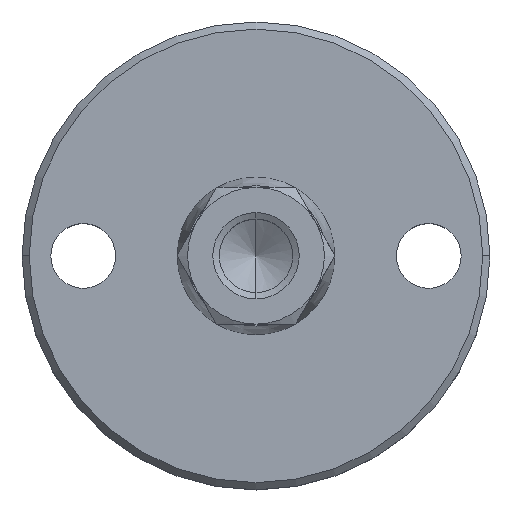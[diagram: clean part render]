
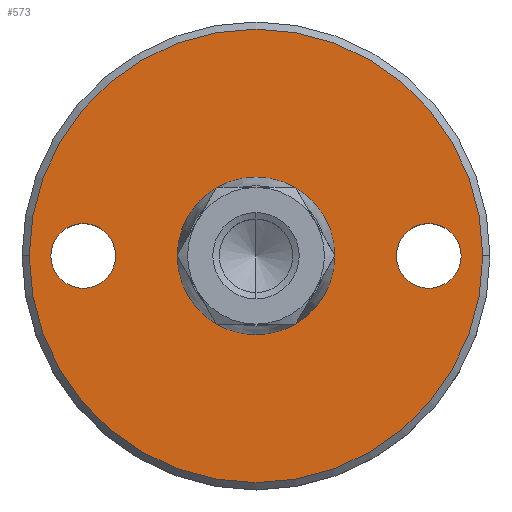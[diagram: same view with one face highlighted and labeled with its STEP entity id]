
A CAD part, top view. The second image highlights one B-rep face of the part: STEP entity #573.
In plain terms, the highlighted planar face has unit normal (0, 0, 1).
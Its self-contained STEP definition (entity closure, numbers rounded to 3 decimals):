
#279=EDGE_CURVE('',#405,#387,#698,.T.);
#287=EDGE_CURVE('',#363,#329,#706,.T.);
#317=EDGE_CURVE('',#329,#363,#737,.T.);
#329=VERTEX_POINT('',#750);
#363=VERTEX_POINT('',#789);
#385=EDGE_CURVE('',#387,#405,#814,.T.);
#387=VERTEX_POINT('',#816);
#405=VERTEX_POINT('',#836);
#473=EDGE_CURVE('',#517,#485,#913,.T.);
#485=VERTEX_POINT('',#926);
#517=VERTEX_POINT('',#965);
#521=EDGE_CURVE('',#597,#603,#969,.T.);
#573=ADVANCED_FACE('',(#1028,#1029,#1030,#1031),#1032,.T.);
#575=EDGE_CURVE('',#603,#597,#1034,.T.);
#597=VERTEX_POINT('',#1063);
#603=VERTEX_POINT('',#1069);
#615=EDGE_CURVE('',#485,#517,#1081,.T.);
#698=CIRCLE('',#1211,4.5);
#706=CIRCLE('',#1221,4.5);
#737=CIRCLE('',#1281,4.5);
#750=CARTESIAN_POINT('',(19.5,0.0,12.5));
#789=CARTESIAN_POINT('',(28.5,0.,12.5));
#814=CIRCLE('',#1422,4.5);
#816=CARTESIAN_POINT('',(-28.5,0.0,12.5));
#836=CARTESIAN_POINT('',(-19.5,0.,12.5));
#913=CIRCLE('',#1566,31.5);
#926=CARTESIAN_POINT('',(31.5,0.,12.5));
#965=CARTESIAN_POINT('',(-31.5,0.,12.5));
#969=CIRCLE('',#1691,10.95);
#1028=FACE_BOUND('',#1798,.T.);
#1029=FACE_BOUND('',#1799,.T.);
#1030=FACE_BOUND('',#1800,.T.);
#1031=FACE_OUTER_BOUND('',#1801,.T.);
#1032=PLANE('',#1802);
#1034=CIRCLE('',#1805,10.95);
#1063=CARTESIAN_POINT('',(10.95,0.,12.5));
#1069=CARTESIAN_POINT('',(-10.95,0.,12.5));
#1081=CIRCLE('',#1870,31.5);
#1211=AXIS2_PLACEMENT_3D('',#1948,#1949,#1950);
#1221=AXIS2_PLACEMENT_3D('',#1954,#1955,#1956);
#1281=AXIS2_PLACEMENT_3D('',#1981,#1982,#1983);
#1422=AXIS2_PLACEMENT_3D('',#2071,#2072,#2073);
#1566=AXIS2_PLACEMENT_3D('',#2194,#2195,#2196);
#1691=AXIS2_PLACEMENT_3D('',#2262,#2263,#2264);
#1798=EDGE_LOOP('',(#2321,#2322));
#1799=EDGE_LOOP('',(#2323,#2324));
#1800=EDGE_LOOP('',(#2325,#2326));
#1801=EDGE_LOOP('',(#2327,#2328));
#1802=AXIS2_PLACEMENT_3D('',#2329,#2330,#2331);
#1805=AXIS2_PLACEMENT_3D('',#2332,#2333,#2334);
#1870=AXIS2_PLACEMENT_3D('',#2395,#2396,#2397);
#1948=CARTESIAN_POINT('',(-24.0,0.,12.5));
#1949=DIRECTION('',(0.,0.,-1.0));
#1950=DIRECTION('',(1.0,0.,0.));
#1954=CARTESIAN_POINT('',(24.0,0.,12.5));
#1955=DIRECTION('',(0.,0.,-1.0));
#1956=DIRECTION('',(1.0,0.,0.));
#1981=CARTESIAN_POINT('',(24.0,0.,12.5));
#1982=DIRECTION('',(0.,0.,-1.0));
#1983=DIRECTION('',(1.0,0.,0.));
#2071=CARTESIAN_POINT('',(-24.0,0.,12.5));
#2072=DIRECTION('',(0.,0.,-1.0));
#2073=DIRECTION('',(1.0,0.,0.));
#2194=CARTESIAN_POINT('',(0.,0.,12.5));
#2195=DIRECTION('',(0.,0.,1.0));
#2196=DIRECTION('',(-1.0,0.,0.));
#2262=CARTESIAN_POINT('',(0.,0.,12.5));
#2263=DIRECTION('',(0.,0.,1.0));
#2264=DIRECTION('',(-1.0,0.,0.));
#2321=ORIENTED_EDGE('',*,*,#317,.T.);
#2322=ORIENTED_EDGE('',*,*,#287,.T.);
#2323=ORIENTED_EDGE('',*,*,#385,.T.);
#2324=ORIENTED_EDGE('',*,*,#279,.T.);
#2325=ORIENTED_EDGE('',*,*,#575,.F.);
#2326=ORIENTED_EDGE('',*,*,#521,.F.);
#2327=ORIENTED_EDGE('',*,*,#473,.T.);
#2328=ORIENTED_EDGE('',*,*,#615,.T.);
#2329=CARTESIAN_POINT('',(-21.225,0.,12.5));
#2330=DIRECTION('',(0.,0.,1.0));
#2331=DIRECTION('',(-1.0,0.,0.0));
#2332=CARTESIAN_POINT('',(0.,0.,12.5));
#2333=DIRECTION('',(0.,0.,1.0));
#2334=DIRECTION('',(-1.0,0.,0.));
#2395=CARTESIAN_POINT('',(0.,0.,12.5));
#2396=DIRECTION('',(0.,0.,1.0));
#2397=DIRECTION('',(-1.0,0.,0.));
